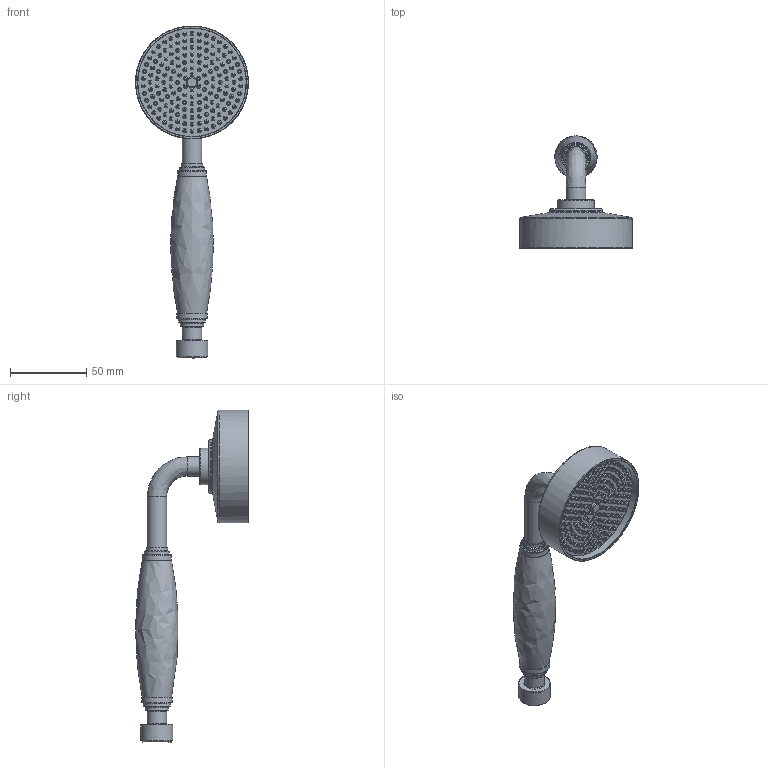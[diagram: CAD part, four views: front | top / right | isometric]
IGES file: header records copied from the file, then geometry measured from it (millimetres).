
Global section: file name: V654A; native system: Autodesk Inventor 2018; preprocessor: unknown; author: adaniels; date: 20190708.103441; units: millimetre
Bounding box: 74 x 74 x 217.57 mm (x, y, z)
Volume: 108735.1 mm3; surface area: 48202.9 mm2
Topology: 5 solids, 10 shells, 807 faces, 1876 edges, 1273 vertices
Faces by surface type: bspline 807
